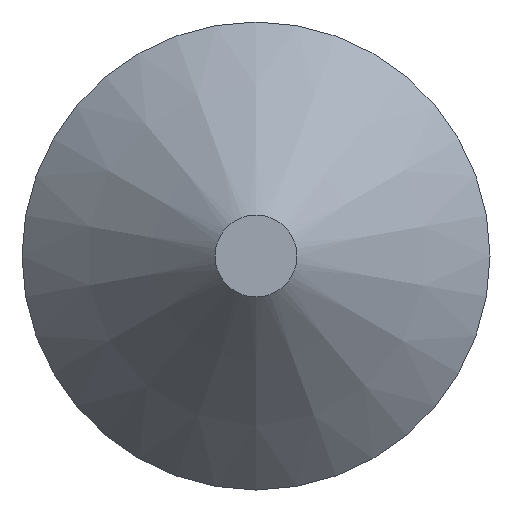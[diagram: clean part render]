
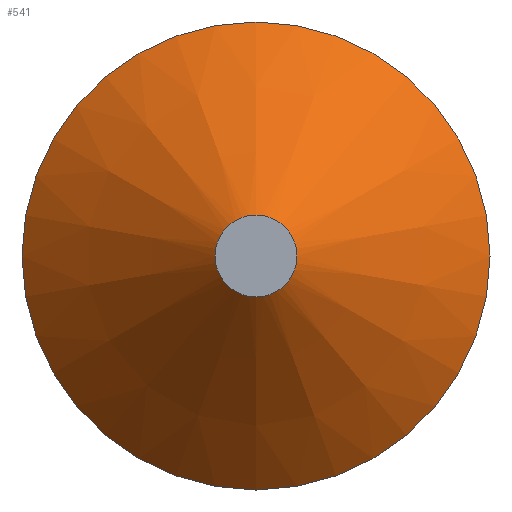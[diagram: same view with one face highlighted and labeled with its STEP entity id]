
A CAD part, left-side view. The second image highlights one B-rep face of the part: STEP entity #541.
In plain terms, the highlighted conical face has half-angle 45 degrees and reference radius 0.7 mm.
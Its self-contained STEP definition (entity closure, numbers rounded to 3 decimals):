
#199 = ORIENTED_EDGE ( 'NONE', *, *, #4663, .T. ) ;
#390 = VERTEX_POINT ( 'NONE', #3064 ) ;
#541 = ADVANCED_FACE ( 'NONE', ( #11178, #3842 ), #5173, .T. ) ;
#637 = DIRECTION ( 'NONE',  ( 0., 0., -1. ) ) ;
#786 = CIRCLE ( 'NONE', #8305, 4. ) ;
#1493 = DIRECTION ( 'NONE',  ( -1., 0., 0. ) ) ;
#1528 = CARTESIAN_POINT ( 'NONE',  ( 3.3, 0., 0. ) ) ;
#1709 = VERTEX_POINT ( 'NONE', #4769 ) ;
#2110 = AXIS2_PLACEMENT_3D ( 'NONE', #8906, #4324, #637 ) ;
#3064 = CARTESIAN_POINT ( 'NONE',  ( 3.3, 0., 4. ) ) ;
#3363 = EDGE_LOOP ( 'NONE', ( #7447 ) ) ;
#3842 = FACE_BOUND ( 'NONE', #3363, .T. ) ;
#4151 = AXIS2_PLACEMENT_3D ( 'NONE', #10236, #4754, #5674 ) ;
#4324 = DIRECTION ( 'NONE',  ( 1., 0., 0. ) ) ;
#4634 = EDGE_LOOP ( 'NONE', ( #199 ) ) ;
#4663 = EDGE_CURVE ( 'NONE', #390, #390, #786, .T. ) ;
#4754 = DIRECTION ( 'NONE',  ( -1., 0., 0. ) ) ;
#4769 = CARTESIAN_POINT ( 'NONE',  ( 0., 0., 0.7 ) ) ;
#5173 = CONICAL_SURFACE ( 'NONE', #2110, 0.7, 0.785 ) ;
#5674 = DIRECTION ( 'NONE',  ( 0., 0., 1. ) ) ;
#7447 = ORIENTED_EDGE ( 'NONE', *, *, #7740, .F. ) ;
#7740 = EDGE_CURVE ( 'NONE', #1709, #1709, #11940, .T. ) ;
#8305 = AXIS2_PLACEMENT_3D ( 'NONE', #1528, #1493, #9620 ) ;
#8906 = CARTESIAN_POINT ( 'NONE',  ( 0., 0., 0. ) ) ;
#9620 = DIRECTION ( 'NONE',  ( 0., 0., 1. ) ) ;
#10236 = CARTESIAN_POINT ( 'NONE',  ( 0., 0., 0. ) ) ;
#11178 = FACE_OUTER_BOUND ( 'NONE', #4634, .T. ) ;
#11940 = CIRCLE ( 'NONE', #4151, 0.7 ) ;
